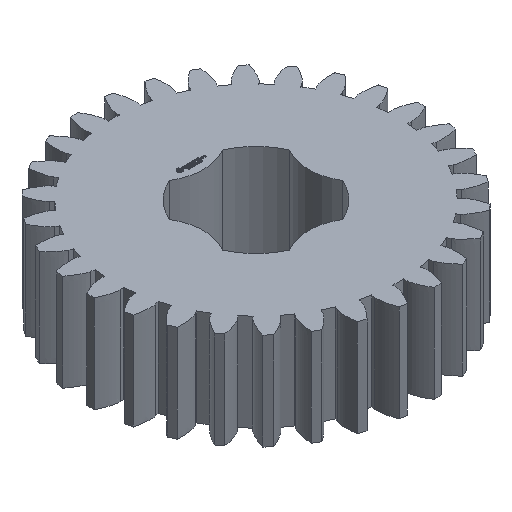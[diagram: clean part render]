
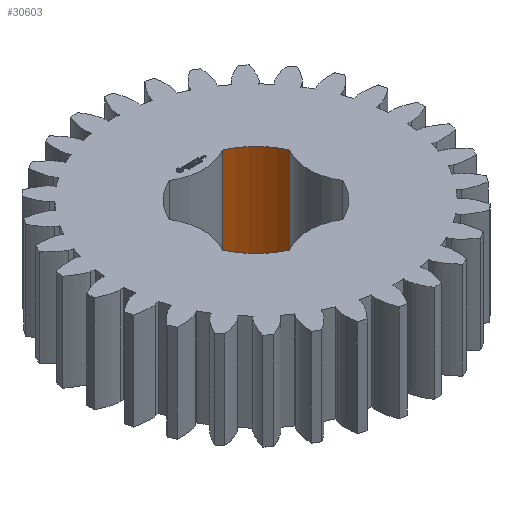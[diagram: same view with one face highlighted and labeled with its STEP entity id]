
A CAD part, isometric view. The second image highlights one B-rep face of the part: STEP entity #30603.
In plain terms, the highlighted cylindrical face has radius 6.35 mm (diameter 12.7 mm), a partial arc.
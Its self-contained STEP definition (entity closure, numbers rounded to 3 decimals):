
#93 = PLANE('',#94);
#94 = AXIS2_PLACEMENT_3D('',#95,#96,#97);
#95 = CARTESIAN_POINT('',(0.,0.,9.375)
  );
#96 = DIRECTION('',(0.,0.,1.));
#97 = DIRECTION('',(1.,0.,0.));
#168 = PLANE('',#169);
#169 = AXIS2_PLACEMENT_3D('',#170,#171,#172);
#170 = CARTESIAN_POINT('',(0.,0.,0.));
#171 = DIRECTION('',(0.,0.,1.));
#172 = DIRECTION('',(1.,0.,0.));
#8774 = VERTEX_POINT('',#8775);
#8775 = CARTESIAN_POINT('',(2.55,5.816,0.));
#8790 = CYLINDRICAL_SURFACE('',#8791,4.9);
#8791 = AXIS2_PLACEMENT_3D('',#8792,#8793,#8794);
#8792 = CARTESIAN_POINT('',(0.,10.,0.));
#8793 = DIRECTION('',(0.,-0.,-1.));
#8794 = DIRECTION('',(0.707,0.707,0.));
#8802 = EDGE_CURVE('',#8803,#8774,#8805,.T.);
#8803 = VERTEX_POINT('',#8804);
#8804 = CARTESIAN_POINT('',(5.816,2.55,0.));
#8805 = SURFACE_CURVE('',#8806,(#8811,#8818),.PCURVE_S1.);
#8806 = CIRCLE('',#8807,6.35);
#8807 = AXIS2_PLACEMENT_3D('',#8808,#8809,#8810);
#8808 = CARTESIAN_POINT('',(0.,0.,0.));
#8809 = DIRECTION('',(0.,-0.,1.));
#8810 = DIRECTION('',(0.707,0.707,0.));
#8811 = PCURVE('',#168,#8812);
#8812 = DEFINITIONAL_REPRESENTATION('',(#8813),#8817);
#8813 = CIRCLE('',#8814,6.35);
#8814 = AXIS2_PLACEMENT_2D('',#8815,#8816);
#8815 = CARTESIAN_POINT('',(0.,0.));
#8816 = DIRECTION('',(0.707,0.707));
#8817 = ( GEOMETRIC_REPRESENTATION_CONTEXT(2) 
PARAMETRIC_REPRESENTATION_CONTEXT() REPRESENTATION_CONTEXT('2D SPACE',''
  ) );
#8818 = PCURVE('',#8819,#8824);
#8819 = CYLINDRICAL_SURFACE('',#8820,6.35);
#8820 = AXIS2_PLACEMENT_3D('',#8821,#8822,#8823);
#8821 = CARTESIAN_POINT('',(0.,0.,0.));
#8822 = DIRECTION('',(0.,-0.,-1.));
#8823 = DIRECTION('',(0.707,0.707,0.));
#8824 = DEFINITIONAL_REPRESENTATION('',(#8825),#8829);
#8825 = LINE('',#8826,#8827);
#8826 = CARTESIAN_POINT('',(-0.,0.));
#8827 = VECTOR('',#8828,1.);
#8828 = DIRECTION('',(-1.,0.));
#8829 = ( GEOMETRIC_REPRESENTATION_CONTEXT(2) 
PARAMETRIC_REPRESENTATION_CONTEXT() REPRESENTATION_CONTEXT('2D SPACE',''
  ) );
#8848 = CYLINDRICAL_SURFACE('',#8849,4.9);
#8849 = AXIS2_PLACEMENT_3D('',#8850,#8851,#8852);
#8850 = CARTESIAN_POINT('',(10.,0.,0.));
#8851 = DIRECTION('',(0.,-0.,-1.));
#8852 = DIRECTION('',(0.707,0.707,0.));
#15050 = VERTEX_POINT('',#15051);
#15051 = CARTESIAN_POINT('',(2.55,5.816,9.375));
#15073 = EDGE_CURVE('',#15074,#15050,#15076,.T.);
#15074 = VERTEX_POINT('',#15075);
#15075 = CARTESIAN_POINT('',(5.816,2.55,9.375));
#15076 = SURFACE_CURVE('',#15077,(#15082,#15089),.PCURVE_S1.);
#15077 = CIRCLE('',#15078,6.35);
#15078 = AXIS2_PLACEMENT_3D('',#15079,#15080,#15081);
#15079 = CARTESIAN_POINT('',(0.,0.,9.375
    ));
#15080 = DIRECTION('',(0.,-0.,1.));
#15081 = DIRECTION('',(0.707,0.707,0.));
#15082 = PCURVE('',#93,#15083);
#15083 = DEFINITIONAL_REPRESENTATION('',(#15084),#15088);
#15084 = CIRCLE('',#15085,6.35);
#15085 = AXIS2_PLACEMENT_2D('',#15086,#15087);
#15086 = CARTESIAN_POINT('',(0.,0.));
#15087 = DIRECTION('',(0.707,0.707));
#15088 = ( GEOMETRIC_REPRESENTATION_CONTEXT(2) 
PARAMETRIC_REPRESENTATION_CONTEXT() REPRESENTATION_CONTEXT('2D SPACE',''
  ) );
#15089 = PCURVE('',#8819,#15090);
#15090 = DEFINITIONAL_REPRESENTATION('',(#15091),#15095);
#15091 = LINE('',#15092,#15093);
#15092 = CARTESIAN_POINT('',(-0.,-9.375));
#15093 = VECTOR('',#15094,1.);
#15094 = DIRECTION('',(-1.,0.));
#15095 = ( GEOMETRIC_REPRESENTATION_CONTEXT(2) 
PARAMETRIC_REPRESENTATION_CONTEXT() REPRESENTATION_CONTEXT('2D SPACE',''
  ) );
#30580 = EDGE_CURVE('',#8803,#15074,#30581,.T.);
#30581 = SURFACE_CURVE('',#30582,(#30586,#30593),.PCURVE_S1.);
#30582 = LINE('',#30583,#30584);
#30583 = CARTESIAN_POINT('',(5.816,2.55,0.));
#30584 = VECTOR('',#30585,1.);
#30585 = DIRECTION('',(0.,0.,1.));
#30586 = PCURVE('',#8848,#30587);
#30587 = DEFINITIONAL_REPRESENTATION('',(#30588),#30592);
#30588 = LINE('',#30589,#30590);
#30589 = CARTESIAN_POINT('',(-1.809,0.));
#30590 = VECTOR('',#30591,1.);
#30591 = DIRECTION('',(-0.,-1.));
#30592 = ( GEOMETRIC_REPRESENTATION_CONTEXT(2) 
PARAMETRIC_REPRESENTATION_CONTEXT() REPRESENTATION_CONTEXT('2D SPACE',''
  ) );
#30593 = PCURVE('',#8819,#30594);
#30594 = DEFINITIONAL_REPRESENTATION('',(#30595),#30599);
#30595 = LINE('',#30596,#30597);
#30596 = CARTESIAN_POINT('',(-5.911,0.));
#30597 = VECTOR('',#30598,1.);
#30598 = DIRECTION('',(-0.,-1.));
#30599 = ( GEOMETRIC_REPRESENTATION_CONTEXT(2) 
PARAMETRIC_REPRESENTATION_CONTEXT() REPRESENTATION_CONTEXT('2D SPACE',''
  ) );
#30603 = ADVANCED_FACE('',(#30604),#8819,.F.);
#30604 = FACE_BOUND('',#30605,.T.);
#30605 = EDGE_LOOP('',(#30606,#30607,#30608,#30629));
#30606 = ORIENTED_EDGE('',*,*,#30580,.T.);
#30607 = ORIENTED_EDGE('',*,*,#15073,.T.);
#30608 = ORIENTED_EDGE('',*,*,#30609,.F.);
#30609 = EDGE_CURVE('',#8774,#15050,#30610,.T.);
#30610 = SURFACE_CURVE('',#30611,(#30615,#30622),.PCURVE_S1.);
#30611 = LINE('',#30612,#30613);
#30612 = CARTESIAN_POINT('',(2.55,5.816,0.));
#30613 = VECTOR('',#30614,1.);
#30614 = DIRECTION('',(0.,0.,1.));
#30615 = PCURVE('',#8819,#30616);
#30616 = DEFINITIONAL_REPRESENTATION('',(#30617),#30621);
#30617 = LINE('',#30618,#30619);
#30618 = CARTESIAN_POINT('',(-6.655,0.));
#30619 = VECTOR('',#30620,1.);
#30620 = DIRECTION('',(-0.,-1.));
#30621 = ( GEOMETRIC_REPRESENTATION_CONTEXT(2) 
PARAMETRIC_REPRESENTATION_CONTEXT() REPRESENTATION_CONTEXT('2D SPACE',''
  ) );
#30622 = PCURVE('',#8790,#30623);
#30623 = DEFINITIONAL_REPRESENTATION('',(#30624),#30628);
#30624 = LINE('',#30625,#30626);
#30625 = CARTESIAN_POINT('',(-4.474,0.));
#30626 = VECTOR('',#30627,1.);
#30627 = DIRECTION('',(-0.,-1.));
#30628 = ( GEOMETRIC_REPRESENTATION_CONTEXT(2) 
PARAMETRIC_REPRESENTATION_CONTEXT() REPRESENTATION_CONTEXT('2D SPACE',''
  ) );
#30629 = ORIENTED_EDGE('',*,*,#8802,.F.);
